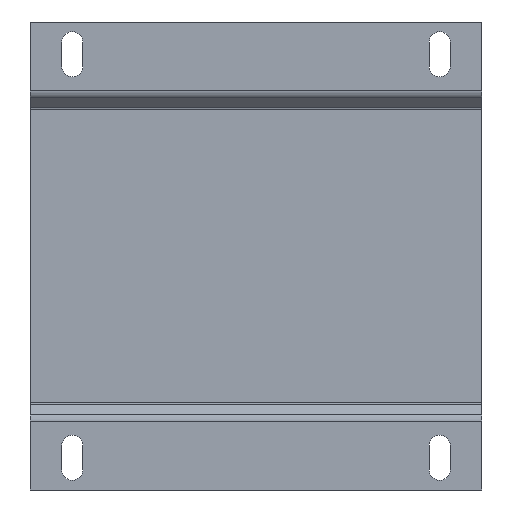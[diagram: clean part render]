
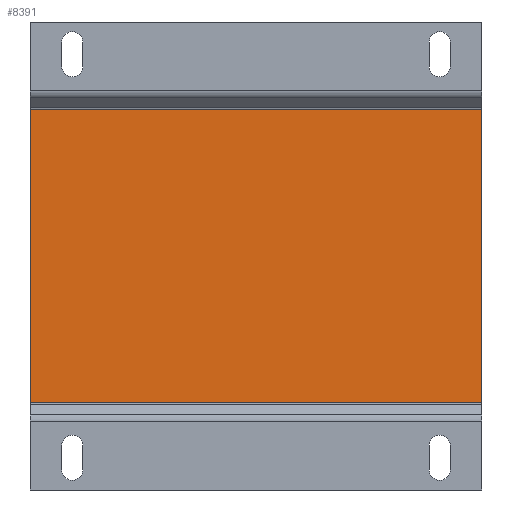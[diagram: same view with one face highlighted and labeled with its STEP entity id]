
A CAD part, front view. The second image highlights one B-rep face of the part: STEP entity #8391.
In plain terms, the highlighted planar face has unit normal (0, -1, 0).
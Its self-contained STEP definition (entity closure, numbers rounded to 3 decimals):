
#664 = ORIENTED_EDGE ( 'NONE', *, *, #1722, .T. ) ;
#833 = EDGE_LOOP ( 'NONE', ( #9382, #664, #9373, #9113 ) ) ;
#1019 = DIRECTION ( 'NONE',  ( 0., 0., 1. ) ) ;
#1509 = VECTOR ( 'NONE', #1019, 1000. ) ;
#1722 = EDGE_CURVE ( 'Defeature ausgef�hrt1_95+Defeature ausgef�hrt1_117+Defeature ausgef�hrt1_100+Defeature ausgef�hrt1_102', #5727, #8785, #3147, .T. ) ;
#2053 = CARTESIAN_POINT ( 'NONE',  ( 75., -64.5, 48.757 ) ) ;
#2512 = EDGE_CURVE ( 'Defeature ausgef�hrt1_105+Defeature ausgef�hrt1_95+Defeature ausgef�hrt1_103+Defeature ausgef�hrt1_104', #9435, #8622, #6521, .T. ) ;
#2995 = AXIS2_PLACEMENT_3D ( 'NONE', #4289, #5863, #4332 ) ;
#3074 = CARTESIAN_POINT ( 'NONE',  ( 0., -64.5, 48.757 ) ) ;
#3147 = LINE ( 'NONE', #3074, #7178 ) ;
#3886 = LINE ( 'NONE', #5050, #1509 ) ;
#4289 = CARTESIAN_POINT ( 'NONE',  ( 0., -64.5, 0. ) ) ;
#4332 = DIRECTION ( 'NONE',  ( 0., 0., 1. ) ) ;
#4446 = CARTESIAN_POINT ( 'NONE',  ( 75., -64.5, -48.757 ) ) ;
#5038 = PLANE ( 'NONE',  #2995 ) ;
#5050 = CARTESIAN_POINT ( 'NONE',  ( -75., -64.5, -77.7 ) ) ;
#5260 = EDGE_CURVE ( 'Defeature ausgef�hrt1_100+Defeature ausgef�hrt1_95+Defeature ausgef�hrt1_115+Defeature ausgef�hrt1_103', #5727, #9435, #9202, .T. ) ;
#5347 = EDGE_CURVE ( 'Defeature ausgef�hrt1_102+Defeature ausgef�hrt1_95+Defeature ausgef�hrt1_104+Defeature ausgef�hrt1_116', #8622, #8785, #3886, .T. ) ;
#5633 = CARTESIAN_POINT ( 'NONE',  ( 0., -64.5, -48.757 ) ) ;
#5727 = VERTEX_POINT ( 'NONE', #2053 ) ;
#5863 = DIRECTION ( 'NONE',  ( 0., 1., 0. ) ) ;
#5876 = CARTESIAN_POINT ( 'NONE',  ( -75., -64.5, 48.757 ) ) ;
#5918 = VECTOR ( 'NONE', #6412, 1000. ) ;
#6260 = VECTOR ( 'NONE', #6677, 1000. ) ;
#6412 = DIRECTION ( 'NONE',  ( 0., 0., -1. ) ) ;
#6521 = LINE ( 'NONE', #5633, #6260 ) ;
#6677 = DIRECTION ( 'NONE',  ( -1., 0., 0. ) ) ;
#7178 = VECTOR ( 'NONE', #7796, 1000. ) ;
#7796 = DIRECTION ( 'NONE',  ( -1., 0., 0. ) ) ;
#8067 = CARTESIAN_POINT ( 'NONE',  ( 75., -64.5, -77.7 ) ) ;
#8391 = ADVANCED_FACE ( 'Defeature ausgef�hrt1_95', ( #9693 ), #5038, .F. ) ;
#8622 = VERTEX_POINT ( 'NONE', #10297 ) ;
#8785 = VERTEX_POINT ( 'NONE', #5876 ) ;
#9113 = ORIENTED_EDGE ( 'NONE', *, *, #2512, .F. ) ;
#9202 = LINE ( 'NONE', #8067, #5918 ) ;
#9373 = ORIENTED_EDGE ( 'NONE', *, *, #5347, .F. ) ;
#9382 = ORIENTED_EDGE ( 'NONE', *, *, #5260, .F. ) ;
#9435 = VERTEX_POINT ( 'NONE', #4446 ) ;
#9693 = FACE_OUTER_BOUND ( 'NONE', #833, .T. ) ;
#10297 = CARTESIAN_POINT ( 'NONE',  ( -75., -64.5, -48.757 ) ) ;
